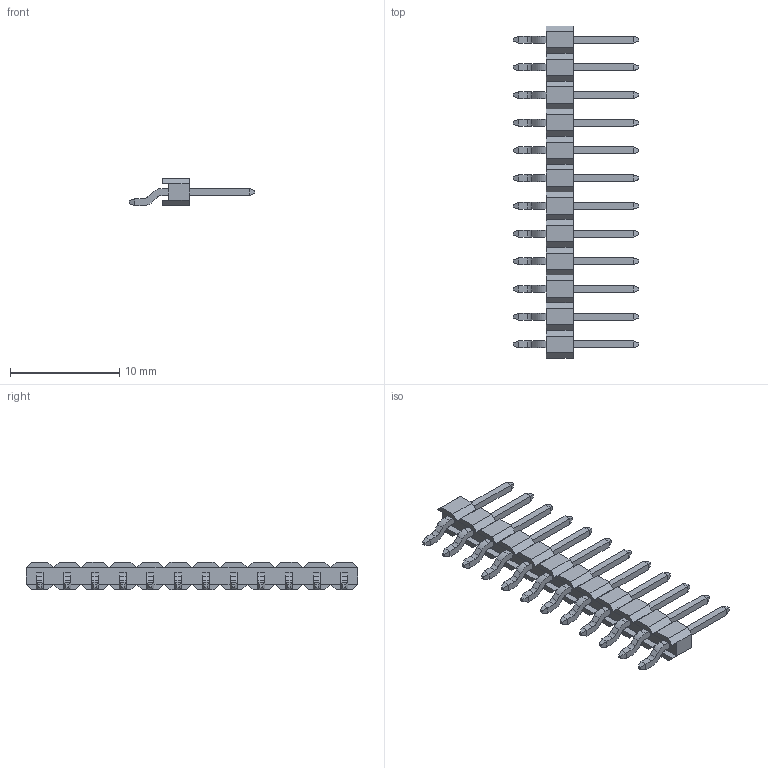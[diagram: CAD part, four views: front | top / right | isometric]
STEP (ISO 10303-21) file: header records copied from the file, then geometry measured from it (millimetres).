
FILE_DESCRIPTION(('FreeCAD Model'),'2;1');
FILE_NAME('Open CASCADE Shape Model','2024-03-22T18:54:03',(''),(''), 'Open CASCADE STEP processor 7.6','FreeCAD','Unknown');
FILE_SCHEMA(('AUTOMOTIVE_DESIGN { 1 0 10303 214 1 1 1 1 }'));
Length unit declared in the file: millimetre
Products named in the file (4): PinHeader_1x12_P2.54 mm_Horizontal_SMD_Right; Plastic; MetalPins; PinMetal
Assembly tree (14 placements, depth 3):
  PinHeader_1x12_P2.54 mm_Horizontal_SMD_Right
    Plastic
    MetalPins
      PinMetal  x12
Bounding box: 11.5 x 30.44 x 2.5 mm (x, y, z)
Volume: 192.4 mm3; surface area: 759.6 mm2
Topology: 13 solids, 13 shells, 458 faces, 1152 edges, 720 vertices
Faces by surface type: plane 410, cylinder 48
Entity records: 6913 total; most frequent: CARTESIAN_POINT 1179, ORIENTED_EDGE 1160, DIRECTION 1050, EDGE_CURVE 580, LINE 572, VECTOR 572, VERTEX_POINT 368, FACE_BOUND 240
